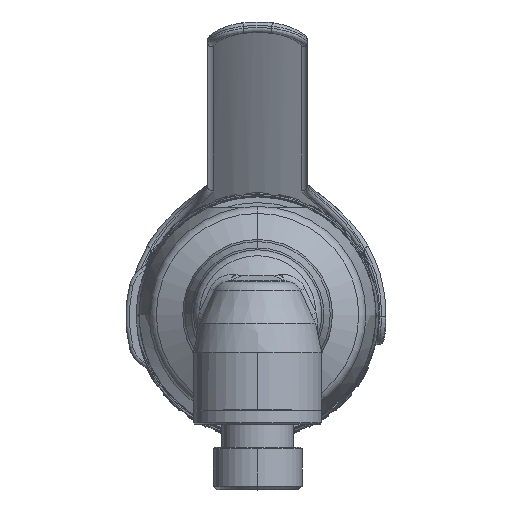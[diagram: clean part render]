
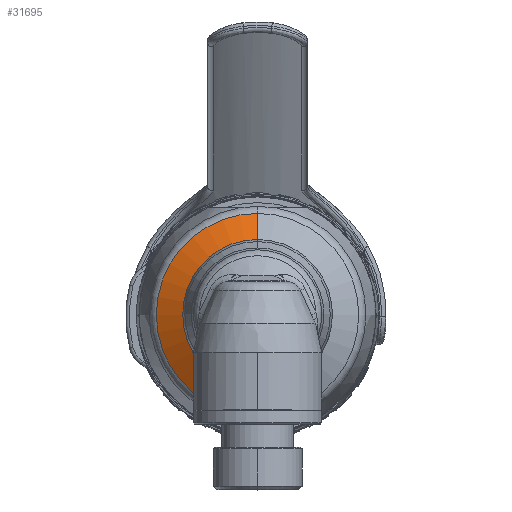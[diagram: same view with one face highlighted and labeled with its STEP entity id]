
A CAD part, top view. The second image highlights one B-rep face of the part: STEP entity #31695.
In plain terms, the highlighted conical face has half-angle 60 degrees and reference radius 12.35 mm.
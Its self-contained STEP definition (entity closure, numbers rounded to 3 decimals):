
#30643=DIRECTION('',(0.,-0.866,0.5));
#30644=VECTOR('',#30643,4.272);
#30645=CARTESIAN_POINT('',(0.,14.2,130.314));
#30646=LINE('',#30645,#30644);
#30647=DIRECTION('',(0.,0.866,0.5));
#30648=VECTOR('',#30647,4.272);
#30649=CARTESIAN_POINT('',(0.,-14.2,130.314));
#30650=LINE('',#30649,#30648);
#30651=CARTESIAN_POINT('',(0.,0.,130.314));
#30652=DIRECTION('',(0.,0.,1.));
#30653=DIRECTION('',(0.,1.,0.));
#30654=AXIS2_PLACEMENT_3D('',#30651,#30652,#30653);
#30669=CARTESIAN_POINT('',(0.,0.,132.45));
#30670=DIRECTION('',(0.,0.,1.));
#30671=DIRECTION('',(0.,1.,0.));
#30672=AXIS2_PLACEMENT_3D('',#30669,#30670,#30671);
#31136=CARTESIAN_POINT('',(0.,14.2,130.314));
#31138=VERTEX_POINT('',#31136);
#31139=CARTESIAN_POINT('',(0.,10.5,132.45));
#31140=VERTEX_POINT('',#31139);
#31160=CARTESIAN_POINT('',(0.,-14.2,130.314));
#31162=VERTEX_POINT('',#31160);
#31163=CARTESIAN_POINT('',(0.,-10.5,132.45));
#31164=VERTEX_POINT('',#31163);
#31683=CARTESIAN_POINT('',(0.,0.,131.382));
#31684=DIRECTION('',(0.,0.,-1.));
#31685=DIRECTION('',(0.,-1.,0.));
#31686=AXIS2_PLACEMENT_3D('',#31683,#31684,#31685);
#31687=CONICAL_SURFACE('',#31686,12.35,60.);
#31688=ORIENTED_EDGE('',*,*,#31440,.T.);
#31690=ORIENTED_EDGE('',*,*,#31689,.T.);
#31691=ORIENTED_EDGE('',*,*,#31443,.F.);
#31692=ORIENTED_EDGE('',*,*,#31675,.F.);
#31693=EDGE_LOOP('',(#31688,#31690,#31691,#31692));
#31694=FACE_OUTER_BOUND('',#31693,.F.);
#31695=ADVANCED_FACE('',(#31694),#31687,.T.);
#30655=CIRCLE('',#30654,14.2);
#30673=CIRCLE('',#30672,10.5);
#31440=EDGE_CURVE('',#31138,#31140,#30646,.T.);
#31443=EDGE_CURVE('',#31162,#31164,#30650,.T.);
#31675=EDGE_CURVE('',#31138,#31162,#30655,.T.);
#31689=EDGE_CURVE('',#31140,#31164,#30673,.T.);
